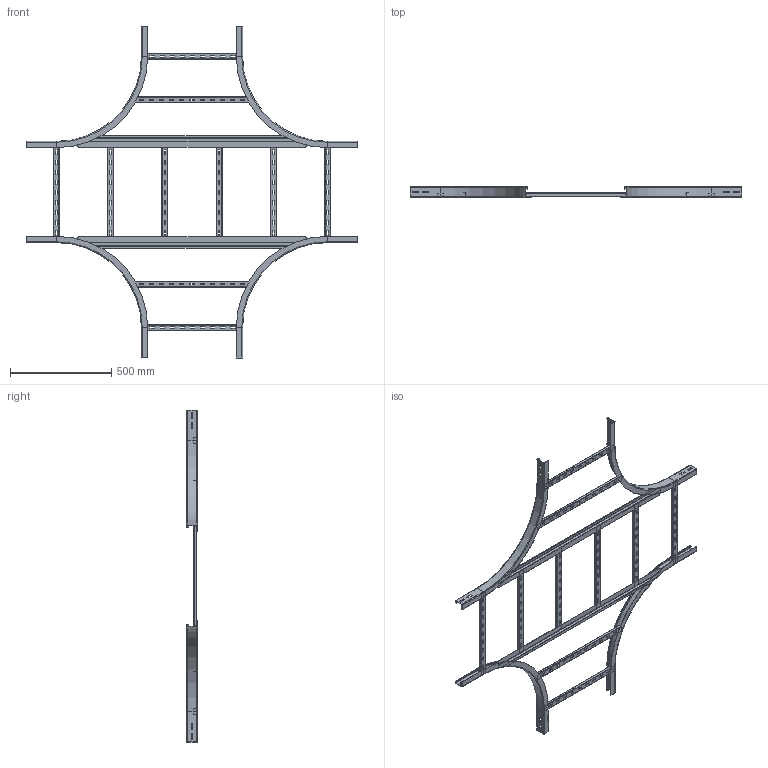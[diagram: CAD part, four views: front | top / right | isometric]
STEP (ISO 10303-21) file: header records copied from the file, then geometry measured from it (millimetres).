
FILE_DESCRIPTION(/* description */ (''),/* implementation_level */ '2;1');
FILE_NAME(/* name */ 'CZDC500H50.stp',/* time_stamp */ '2020-05-19T10:07:31+02:00',/* author */ ('NB06DT_User'),/* organization */ (''),/* preprocessor_version */ 'ST-DEVELOPER v18.1',/* originating_system */ 'Autodesk Inventor 2021',/* authorisation */ '');
FILE_SCHEMA (('AUTOMOTIVE_DESIGN { 1 0 10303 214 3 1 1 }'));
Length unit declared in the file: millimetre
Products named in the file (5): CZDC500H45; LDC...H45N wewnętrzny; szczebel 30x15x590; szczebel 30x15x490; szczebel trójnika drabinki 500
Assembly tree (16 placements, depth 2):
  CZDC500H45
    LDC...H45N wewnętrzny  x4
    szczebel 30x15x490  x8
    szczebel 30x15x590  x2
    szczebel trójnika drabinki 500  x2
Bounding box: 1640 x 50 x 1640 mm (x, y, z)
Volume: 1378652.6 mm3; surface area: 1787784.1 mm2
Topology: 16 solids, 16 shells, 1136 faces, 2768 edges, 1664 vertices
Faces by surface type: plane 928, cylinder 176, torus 24, bspline 8
Full cylindrical faces by diameter (mm): 3 x8
Entity records: 8255 total; most frequent: CARTESIAN_POINT 1485, DIRECTION 1336, ORIENTED_EDGE 1332, EDGE_CURVE 666, LINE 562, VECTOR 562, VERTEX_POINT 400, AXIS2_PLACEMENT_3D 387
